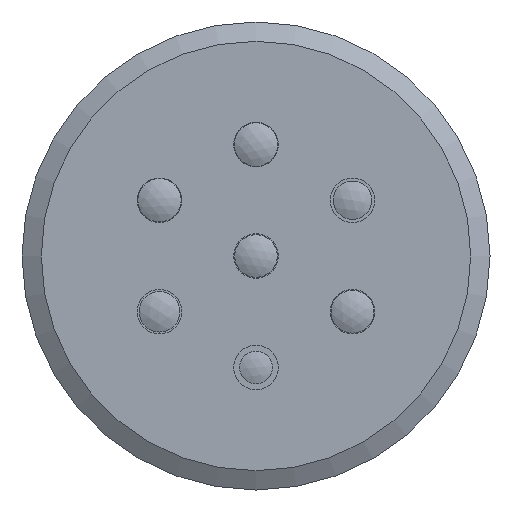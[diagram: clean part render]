
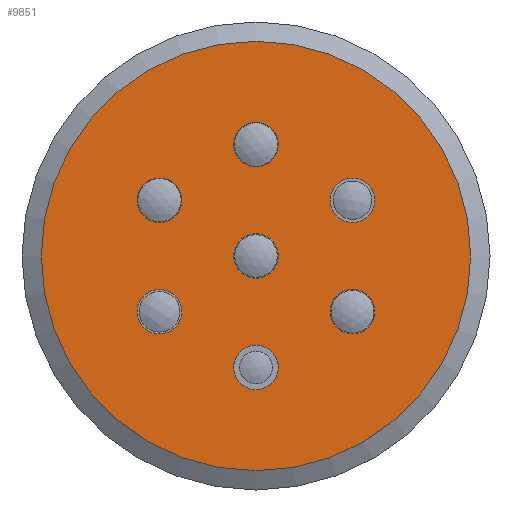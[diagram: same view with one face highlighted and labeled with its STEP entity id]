
A CAD part, front view. The second image highlights one B-rep face of the part: STEP entity #9851.
In plain terms, the highlighted planar face has unit normal (0, -1, 0).
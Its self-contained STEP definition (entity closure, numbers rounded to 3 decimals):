
#2755=FACE_BOUND('',#3896,.T.);
#2756=FACE_BOUND('',#3897,.T.);
#2757=FACE_BOUND('',#3898,.T.);
#2758=FACE_BOUND('',#3899,.T.);
#2759=FACE_BOUND('',#3900,.T.);
#2760=FACE_BOUND('',#3901,.T.);
#2761=FACE_BOUND('',#3902,.T.);
#3299=FACE_OUTER_BOUND('',#3895,.T.);
#3895=EDGE_LOOP('',(#8970));
#3896=EDGE_LOOP('',(#8971));
#3897=EDGE_LOOP('',(#8972));
#3898=EDGE_LOOP('',(#8973));
#3899=EDGE_LOOP('',(#8974));
#3900=EDGE_LOOP('',(#8975));
#3901=EDGE_LOOP('',(#8976));
#3902=EDGE_LOOP('',(#8977));
#4208=CIRCLE('',#10580,4.);
#4209=CIRCLE('',#10582,4.);
#4210=CIRCLE('',#10584,4.);
#4211=CIRCLE('',#10586,4.);
#4212=CIRCLE('',#10588,4.);
#4213=CIRCLE('',#10590,4.);
#4214=CIRCLE('',#10592,38.536);
#4216=CIRCLE('',#10595,4.);
#5059=VERTEX_POINT('',#16741);
#5060=VERTEX_POINT('',#16744);
#5061=VERTEX_POINT('',#16747);
#5062=VERTEX_POINT('',#16750);
#5063=VERTEX_POINT('',#16753);
#5064=VERTEX_POINT('',#16756);
#5065=VERTEX_POINT('',#16759);
#5067=VERTEX_POINT('',#16764);
#6379=EDGE_CURVE('',#5059,#5059,#4208,.T.);
#6380=EDGE_CURVE('',#5060,#5060,#4209,.T.);
#6381=EDGE_CURVE('',#5061,#5061,#4210,.T.);
#6382=EDGE_CURVE('',#5062,#5062,#4211,.T.);
#6383=EDGE_CURVE('',#5063,#5063,#4212,.T.);
#6384=EDGE_CURVE('',#5064,#5064,#4213,.T.);
#6385=EDGE_CURVE('',#5065,#5065,#4214,.T.);
#6387=EDGE_CURVE('',#5067,#5067,#4216,.T.);
#8970=ORIENTED_EDGE('',*,*,#6385,.F.);
#8971=ORIENTED_EDGE('',*,*,#6379,.T.);
#8972=ORIENTED_EDGE('',*,*,#6380,.T.);
#8973=ORIENTED_EDGE('',*,*,#6381,.T.);
#8974=ORIENTED_EDGE('',*,*,#6382,.T.);
#8975=ORIENTED_EDGE('',*,*,#6383,.T.);
#8976=ORIENTED_EDGE('',*,*,#6384,.T.);
#8977=ORIENTED_EDGE('',*,*,#6387,.T.);
#9326=PLANE('',#10594);
#9851=ADVANCED_FACE('',(#3299,#2755,#2756,#2757,#2758,#2759,#2760,#2761),
#9326,.T.);
#10580=AXIS2_PLACEMENT_3D('',#16742,#12890,#12891);
#10582=AXIS2_PLACEMENT_3D('',#16745,#12894,#12895);
#10584=AXIS2_PLACEMENT_3D('',#16748,#12898,#12899);
#10586=AXIS2_PLACEMENT_3D('',#16751,#12902,#12903);
#10588=AXIS2_PLACEMENT_3D('',#16754,#12906,#12907);
#10590=AXIS2_PLACEMENT_3D('',#16757,#12910,#12911);
#10592=AXIS2_PLACEMENT_3D('',#16760,#12914,#12915);
#10594=AXIS2_PLACEMENT_3D('',#16763,#12918,#12919);
#10595=AXIS2_PLACEMENT_3D('',#16765,#12920,#12921);
#12890=DIRECTION('center_axis',(0.,1.,0.));
#12891=DIRECTION('ref_axis',(0.866,0.,-0.5));
#12894=DIRECTION('center_axis',(0.,1.,0.));
#12895=DIRECTION('ref_axis',(0.866,0.,0.5));
#12898=DIRECTION('center_axis',(0.,1.,0.));
#12899=DIRECTION('ref_axis',(0.,0.,
1.));
#12902=DIRECTION('center_axis',(0.,1.,0.));
#12903=DIRECTION('ref_axis',(-0.866,0.,0.5));
#12906=DIRECTION('center_axis',(0.,1.,0.));
#12907=DIRECTION('ref_axis',(-0.866,0.,-0.5));
#12910=DIRECTION('center_axis',(0.,1.,0.));
#12911=DIRECTION('ref_axis',(0.,0.,-1.));
#12914=DIRECTION('center_axis',(0.,1.,0.));
#12915=DIRECTION('ref_axis',(1.,0.,0.));
#12918=DIRECTION('center_axis',(0.,-1.,0.));
#12919=DIRECTION('ref_axis',(0.,0.,-1.));
#12920=DIRECTION('center_axis',(0.,1.,0.));
#12921=DIRECTION('ref_axis',(-1.,0.,0.));
#16741=CARTESIAN_POINT('',(20.785,0.,-12.));
#16742=CARTESIAN_POINT('Origin',(17.321,0.,
-10.));
#16744=CARTESIAN_POINT('',(20.785,0.,12.));
#16745=CARTESIAN_POINT('Origin',(17.321,0.,
10.));
#16747=CARTESIAN_POINT('',(0.,0.,24.));
#16748=CARTESIAN_POINT('Origin',(0.,0.,
20.));
#16750=CARTESIAN_POINT('',(-20.785,0.,12.));
#16751=CARTESIAN_POINT('Origin',(-17.321,0.,
10.));
#16753=CARTESIAN_POINT('',(-20.785,0.,-12.));
#16754=CARTESIAN_POINT('Origin',(-17.321,0.,
-10.));
#16756=CARTESIAN_POINT('',(0.,0.,-24.));
#16757=CARTESIAN_POINT('Origin',(0.,0.,-20.));
#16759=CARTESIAN_POINT('',(-38.536,0.,0.));
#16760=CARTESIAN_POINT('Origin',(0.,0.,0.));
#16763=CARTESIAN_POINT('Origin',(-23.,0.,0.));
#16764=CARTESIAN_POINT('',(-4.,0.,0.));
#16765=CARTESIAN_POINT('Origin',(0.,0.,0.));
